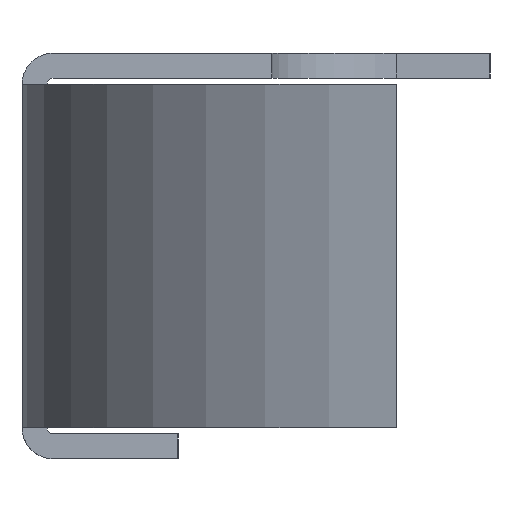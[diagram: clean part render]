
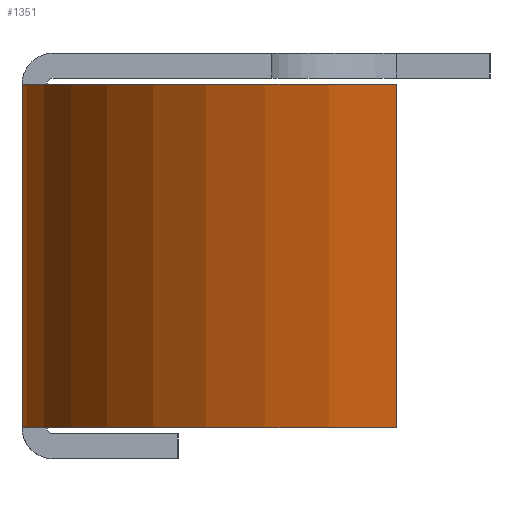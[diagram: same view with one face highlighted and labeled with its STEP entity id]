
A CAD part, left-side view. The second image highlights one B-rep face of the part: STEP entity #1351.
In plain terms, the highlighted cylindrical face has radius 13.8 mm (diameter 27.6 mm), a partial arc.
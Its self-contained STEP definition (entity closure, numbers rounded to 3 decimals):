
#37=CYLINDRICAL_SURFACE('',#1478,13.8);
#81=CIRCLE('',#1479,13.8);
#82=CIRCLE('',#1480,13.8);
#441=ORIENTED_EDGE('',*,*,#659,.T.);
#442=ORIENTED_EDGE('',*,*,#605,.T.);
#443=ORIENTED_EDGE('',*,*,#660,.F.);
#444=ORIENTED_EDGE('',*,*,#656,.T.);
#605=EDGE_CURVE('',#678,#769,#889,.T.);
#656=EDGE_CURVE('',#787,#786,#932,.T.);
#659=EDGE_CURVE('',#786,#678,#81,.T.);
#660=EDGE_CURVE('',#787,#769,#82,.T.);
#678=VERTEX_POINT('',#1904);
#769=VERTEX_POINT('',#2125);
#786=VERTEX_POINT('',#2247);
#787=VERTEX_POINT('',#2249);
#889=LINE('',#2141,#1035);
#932=LINE('',#2248,#1078);
#1035=VECTOR('',#1703,1000.);
#1078=VECTOR('',#1846,1000.);
#1150=EDGE_LOOP('',(#441,#442,#443,#444));
#1224=FACE_BOUND('',#1150,.T.);
#1351=ADVANCED_FACE('',(#1224),#37,.T.);
#1478=AXIS2_PLACEMENT_3D('',#2253,#1849,#1850);
#1479=AXIS2_PLACEMENT_3D('',#2254,#1851,#1852);
#1480=AXIS2_PLACEMENT_3D('',#2255,#1853,#1854);
#1703=DIRECTION('',(0.,0.,-1.));
#1846=DIRECTION('',(0.,0.,1.));
#1849=DIRECTION('',(0.,0.,1.));
#1850=DIRECTION('',(1.,0.,0.));
#1851=DIRECTION('',(0.,0.,-1.));
#1852=DIRECTION('',(1.,0.,0.));
#1853=DIRECTION('',(0.,0.,-1.));
#1854=DIRECTION('',(1.,0.,0.));
#1904=CARTESIAN_POINT('',(-50.25,15.,12.));
#2125=CARTESIAN_POINT('',(-50.25,15.,1.));
#2141=CARTESIAN_POINT('',(-50.25,15.,12.));
#2247=CARTESIAN_POINT('',(-63.932,3.,12.));
#2248=CARTESIAN_POINT('',(-63.932,3.,1.));
#2249=CARTESIAN_POINT('',(-63.932,3.,1.));
#2253=CARTESIAN_POINT('',(-50.25,1.2,1.));
#2254=CARTESIAN_POINT('',(-50.25,1.2,12.));
#2255=CARTESIAN_POINT('',(-50.25,1.2,1.));
